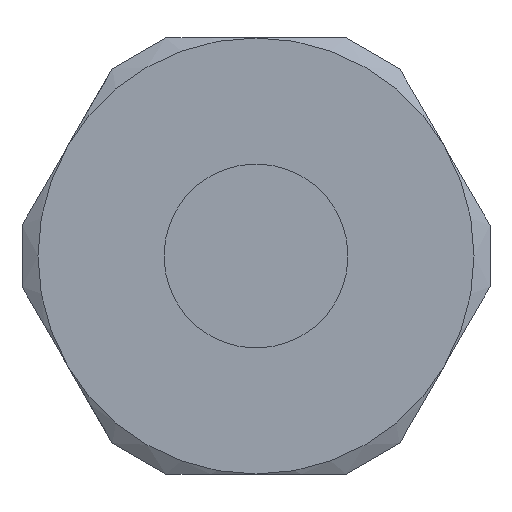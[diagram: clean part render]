
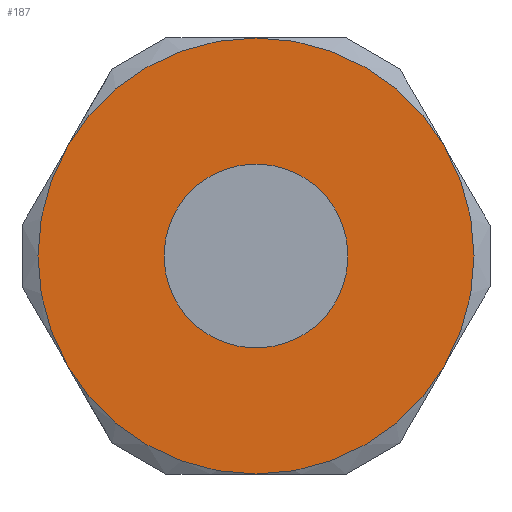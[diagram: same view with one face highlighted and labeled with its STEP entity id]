
A CAD part, left-side view. The second image highlights one B-rep face of the part: STEP entity #187.
In plain terms, the highlighted planar face has unit normal (-1, 0, 0).
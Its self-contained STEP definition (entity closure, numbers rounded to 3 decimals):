
#187 = ADVANCED_FACE( '', ( #367, #368 ), #369, .F. );
#367 = FACE_OUTER_BOUND( '', #547, .T. );
#368 = FACE_BOUND( '', #548, .T. );
#369 = PLANE( '', #549 );
#547 = EDGE_LOOP( '', ( #903, #904, #905, #906, #907, #908 ) );
#548 = EDGE_LOOP( '', ( #909 ) );
#549 = AXIS2_PLACEMENT_3D( '', #910, #911, #912 );
#903 = ORIENTED_EDGE( '', *, *, #1139, .F. );
#904 = ORIENTED_EDGE( '', *, *, #1164, .F. );
#905 = ORIENTED_EDGE( '', *, *, #1054, .F. );
#906 = ORIENTED_EDGE( '', *, *, #1175, .F. );
#907 = ORIENTED_EDGE( '', *, *, #1079, .F. );
#908 = ORIENTED_EDGE( '', *, *, #1134, .F. );
#909 = ORIENTED_EDGE( '', *, *, #1132, .T. );
#910 = CARTESIAN_POINT( '', ( 0., 0., 0. ) );
#911 = DIRECTION( '', ( 1., 0., 0. ) );
#912 = DIRECTION( '', ( 0., 0., -1. ) );
#1054 = EDGE_CURVE( '', #1235, #1219, #1236, .T. );
#1079 = EDGE_CURVE( '', #1277, #1279, #1280, .T. );
#1132 = EDGE_CURVE( '', #1358, #1358, #1359, .T. );
#1134 = EDGE_CURVE( '', #1212, #1277, #1361, .T. );
#1139 = EDGE_CURVE( '', #1367, #1212, #1369, .T. );
#1164 = EDGE_CURVE( '', #1219, #1367, #1401, .T. );
#1175 = EDGE_CURVE( '', #1279, #1235, #1412, .T. );
#1212 = VERTEX_POINT( '', #1461 );
#1219 = VERTEX_POINT( '', #1481 );
#1235 = VERTEX_POINT( '', #1532 );
#1236 = CIRCLE( '', #1533, 20.5 );
#1277 = VERTEX_POINT( '', #1610 );
#1279 = VERTEX_POINT( '', #1617 );
#1280 = CIRCLE( '', #1618, 20.5 );
#1358 = VERTEX_POINT( '', #1890 );
#1359 = CIRCLE( '', #1891, 8.647 );
#1361 = CIRCLE( '', #1893, 20.5 );
#1367 = VERTEX_POINT( '', #1909 );
#1369 = CIRCLE( '', #1916, 20.5 );
#1401 = CIRCLE( '', #1968, 20.5 );
#1412 = CIRCLE( '', #1994, 20.5 );
#1461 = CARTESIAN_POINT( '', ( 0., 17.754, 10.25 ) );
#1481 = CARTESIAN_POINT( '', ( 0., 0., -20.5 ) );
#1532 = CARTESIAN_POINT( '', ( 0., -17.754, -10.25 ) );
#1533 = AXIS2_PLACEMENT_3D( '', #2029, #2030, #2031 );
#1610 = CARTESIAN_POINT( '', ( 0., 0., 20.5 ) );
#1617 = CARTESIAN_POINT( '', ( 0., -17.754, 10.25 ) );
#1618 = AXIS2_PLACEMENT_3D( '', #2047, #2048, #2049 );
#1890 = CARTESIAN_POINT( '', ( 0., 0., -8.647 ) );
#1891 = AXIS2_PLACEMENT_3D( '', #2084, #2085, #2086 );
#1893 = AXIS2_PLACEMENT_3D( '', #2087, #2088, #2089 );
#1909 = CARTESIAN_POINT( '', ( 0., 17.754, -10.25 ) );
#1916 = AXIS2_PLACEMENT_3D( '', #2090, #2091, #2092 );
#1968 = AXIS2_PLACEMENT_3D( '', #2115, #2116, #2117 );
#1994 = AXIS2_PLACEMENT_3D( '', #2124, #2125, #2126 );
#2029 = CARTESIAN_POINT( '', ( 0., 0., 0. ) );
#2030 = DIRECTION( '', ( 1., 0., 0. ) );
#2031 = DIRECTION( '', ( 0., 0., -1. ) );
#2047 = CARTESIAN_POINT( '', ( 0., 0., 0. ) );
#2048 = DIRECTION( '', ( 1., 0., 0. ) );
#2049 = DIRECTION( '', ( 0., 0., -1. ) );
#2084 = CARTESIAN_POINT( '', ( 0., 0., 0. ) );
#2085 = DIRECTION( '', ( 1., 0., 0. ) );
#2086 = DIRECTION( '', ( 0., 0., -1. ) );
#2087 = CARTESIAN_POINT( '', ( 0., 0., 0. ) );
#2088 = DIRECTION( '', ( 1., 0., 0. ) );
#2089 = DIRECTION( '', ( 0., 0., -1. ) );
#2090 = CARTESIAN_POINT( '', ( 0., 0., 0. ) );
#2091 = DIRECTION( '', ( 1., 0., 0. ) );
#2092 = DIRECTION( '', ( 0., 0., -1. ) );
#2115 = CARTESIAN_POINT( '', ( 0., 0., 0. ) );
#2116 = DIRECTION( '', ( 1., 0., 0. ) );
#2117 = DIRECTION( '', ( 0., 0., -1. ) );
#2124 = CARTESIAN_POINT( '', ( 0., 0., 0. ) );
#2125 = DIRECTION( '', ( 1., 0., 0. ) );
#2126 = DIRECTION( '', ( 0., 0., -1. ) );
